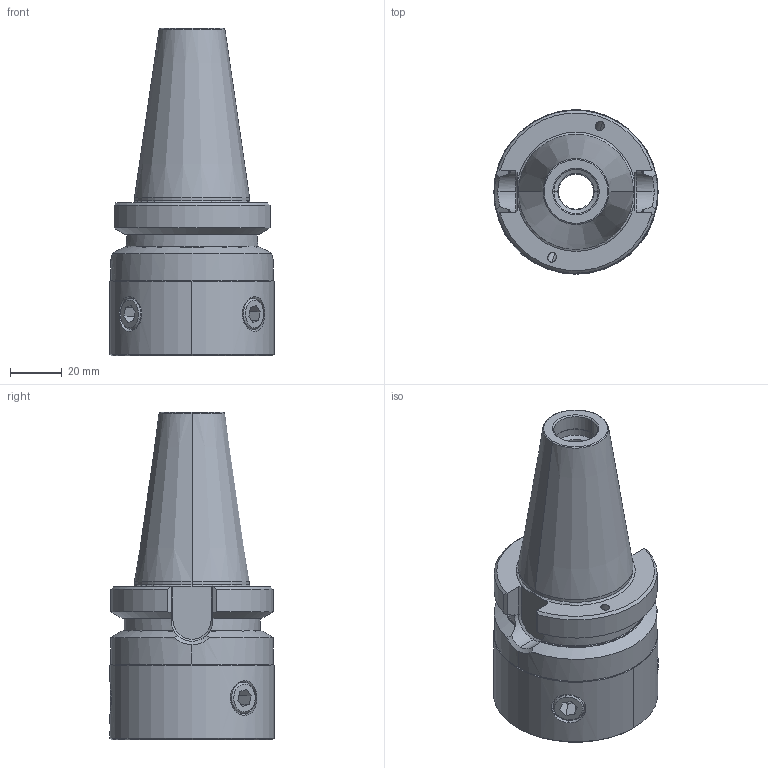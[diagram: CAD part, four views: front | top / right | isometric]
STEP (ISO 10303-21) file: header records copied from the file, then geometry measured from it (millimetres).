
FILE_DESCRIPTION(('no description'),'unknown implementation level');
FILE_NAME('7412A0E3-39F8-4E21-9414-EF167F49FC63_export.stp',' ',('CIMSOURCE GmbH'),('CADClick - KiM GmbH - www.kimweb.de'),'unknown preprocess','ACIS','unknown authorization');
FILE_SCHEMA(('automotive_design'));
Length unit declared in the file: millimetre
Products named in the file (4): 323.736N Kaiser SK40 BTBD X CKN6 X 100|690.436 Spannschraube CK6_Standard;NONE; 323.736N Kaiser SK40 BTBD X CKN6 X 100|323.736N Kaiser SK40 BTBD X CKN6 X 100_Standard;NONE
Bounding box: 63.5 x 63.5 x 126.4 mm (x, y, z)
Volume: 168206.7 mm3; surface area: 39410.5 mm2
Topology: 4 solids, 4 shells, 264 faces, 640 edges, 384 vertices
Faces by surface type: cylinder 88, plane 88, cone 72, torus 14, bspline 2
Entity records: 16161 total; most frequent: CARTESIAN_POINT 2740, DIRECTION 1334, STYLED_ITEM 1284, PRESENTATION_STYLE_ASSIGNMENT 1284, COLOUR_RGB 1284, ORIENTED_EDGE 1264, EDGE_CURVE 632, CURVE_STYLE 632
